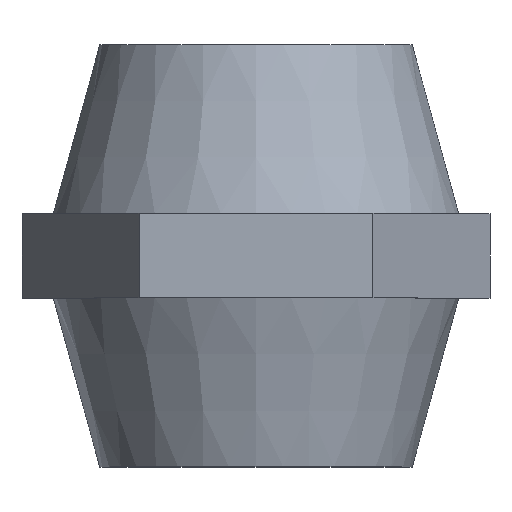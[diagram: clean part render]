
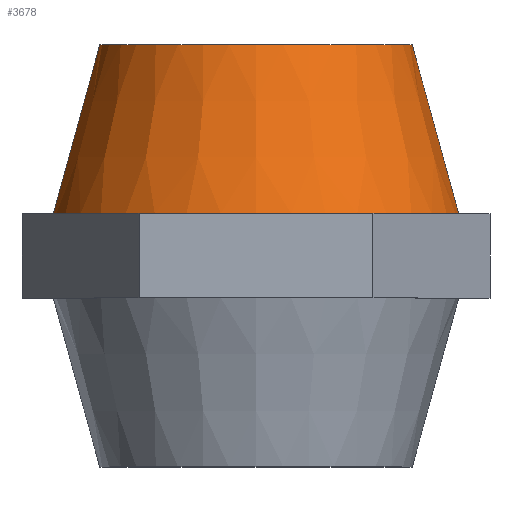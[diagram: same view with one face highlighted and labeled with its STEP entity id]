
A CAD part, top view. The second image highlights one B-rep face of the part: STEP entity #3678.
In plain terms, the highlighted conical face has half-angle 15.376 degrees and reference radius 18.5 mm.
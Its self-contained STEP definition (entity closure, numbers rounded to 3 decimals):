
#124 = CIRCLE ( 'NONE', #204, 18.5 ) ;
#204 = AXIS2_PLACEMENT_3D ( 'NONE', #2307, #806, #2951 ) ;
#209 = VERTEX_POINT ( 'NONE', #3337 ) ;
#417 = CONICAL_SURFACE ( 'NONE', #1790, 18.5, 0.268 ) ;
#433 = EDGE_LOOP ( 'NONE', ( #952, #2436, #2539, #3303, #1342, #2309, #524 ) ) ;
#439 = VERTEX_POINT ( 'NONE', #3419 ) ;
#443 = EDGE_CURVE ( 'NONE', #439, #2823, #1965, .T. ) ;
#524 = ORIENTED_EDGE ( 'NONE', *, *, #443, .F. ) ;
#636 = VERTEX_POINT ( 'NONE', #2017 ) ;
#683 = VECTOR ( 'NONE', #3439, 1000. ) ;
#703 = DIRECTION ( 'NONE',  ( -1., 0., 0. ) ) ;
#717 = CARTESIAN_POINT ( 'NONE',  ( 0., 5., 0. ) ) ;
#806 = DIRECTION ( 'NONE',  ( 0., 1., 0. ) ) ;
#811 = CARTESIAN_POINT ( 'NONE',  ( -24., 5., 0. ) ) ;
#952 = ORIENTED_EDGE ( 'NONE', *, *, #1359, .F. ) ;
#1059 = CIRCLE ( 'NONE', #2182, 24. ) ;
#1307 = DIRECTION ( 'NONE',  ( 1., 0., 0. ) ) ;
#1342 = ORIENTED_EDGE ( 'NONE', *, *, #1869, .T. ) ;
#1359 = EDGE_CURVE ( 'NONE', #3127, #439, #124, .T. ) ;
#1366 = CARTESIAN_POINT ( 'NONE',  ( 0., 5., 0. ) ) ;
#1408 = DIRECTION ( 'NONE',  ( 0., 1., 0. ) ) ;
#1422 = CARTESIAN_POINT ( 'NONE',  ( 0., 5., 0. ) ) ;
#1569 = CARTESIAN_POINT ( 'NONE',  ( 0., 25., 0. ) ) ;
#1784 = VERTEX_POINT ( 'NONE', #2230 ) ;
#1790 = AXIS2_PLACEMENT_3D ( 'NONE', #1569, #2197, #1307 ) ;
#1842 = EDGE_CURVE ( 'NONE', #209, #2823, #3214, .T. ) ;
#1869 = EDGE_CURVE ( 'NONE', #636, #209, #1059, .T. ) ;
#1941 = DIRECTION ( 'NONE',  ( 0., 1., 0. ) ) ;
#1965 = LINE ( 'NONE', #3097, #2786 ) ;
#2017 = CARTESIAN_POINT ( 'NONE',  ( 0., 5., 24. ) ) ;
#2042 = AXIS2_PLACEMENT_3D ( 'NONE', #717, #1941, #703 ) ;
#2182 = AXIS2_PLACEMENT_3D ( 'NONE', #1366, #3529, #2611 ) ;
#2197 = DIRECTION ( 'NONE',  ( 0., -1., 0. ) ) ;
#2230 = CARTESIAN_POINT ( 'NONE',  ( -20.785, 5., 12. ) ) ;
#2307 = CARTESIAN_POINT ( 'NONE',  ( 0., 25., 0. ) ) ;
#2309 = ORIENTED_EDGE ( 'NONE', *, *, #1842, .T. ) ;
#2310 = LINE ( 'NONE', #2815, #683 ) ;
#2417 = EDGE_CURVE ( 'NONE', #3127, #3842, #2310, .T. ) ;
#2434 = AXIS2_PLACEMENT_3D ( 'NONE', #2624, #3839, #2600 ) ;
#2436 = ORIENTED_EDGE ( 'NONE', *, *, #2417, .T. ) ;
#2539 = ORIENTED_EDGE ( 'NONE', *, *, #3189, .T. ) ;
#2600 = DIRECTION ( 'NONE',  ( -1., 0., 0. ) ) ;
#2611 = DIRECTION ( 'NONE',  ( -1., 0., 0. ) ) ;
#2624 = CARTESIAN_POINT ( 'NONE',  ( 0., 5., 0. ) ) ;
#2637 = AXIS2_PLACEMENT_3D ( 'NONE', #1422, #1408, #3291 ) ;
#2786 = VECTOR ( 'NONE', #2908, 1000. ) ;
#2815 = CARTESIAN_POINT ( 'NONE',  ( -18.5, 25., 0. ) ) ;
#2823 = VERTEX_POINT ( 'NONE', #2947 ) ;
#2908 = DIRECTION ( 'NONE',  ( 0.265, -0.964, 0. ) ) ;
#2947 = CARTESIAN_POINT ( 'NONE',  ( 24., 5., 0. ) ) ;
#2951 = DIRECTION ( 'NONE',  ( -1., 0., 0. ) ) ;
#3095 = CARTESIAN_POINT ( 'NONE',  ( -18.5, 25., 0. ) ) ;
#3097 = CARTESIAN_POINT ( 'NONE',  ( 18.5, 25., 0. ) ) ;
#3127 = VERTEX_POINT ( 'NONE', #3095 ) ;
#3181 = CIRCLE ( 'NONE', #2042, 24. ) ;
#3189 = EDGE_CURVE ( 'NONE', #3842, #1784, #3181, .T. ) ;
#3214 = CIRCLE ( 'NONE', #2434, 24. ) ;
#3291 = DIRECTION ( 'NONE',  ( -1., 0., 0. ) ) ;
#3303 = ORIENTED_EDGE ( 'NONE', *, *, #3810, .T. ) ;
#3337 = CARTESIAN_POINT ( 'NONE',  ( 20.785, 5., 12. ) ) ;
#3381 = CIRCLE ( 'NONE', #2637, 24. ) ;
#3419 = CARTESIAN_POINT ( 'NONE',  ( 18.5, 25., 0. ) ) ;
#3439 = DIRECTION ( 'NONE',  ( -0.265, -0.964, 0. ) ) ;
#3529 = DIRECTION ( 'NONE',  ( 0., 1., 0. ) ) ;
#3628 = FACE_OUTER_BOUND ( 'NONE', #433, .T. ) ;
#3678 = ADVANCED_FACE ( 'NONE', ( #3628 ), #417, .T. ) ;
#3810 = EDGE_CURVE ( 'NONE', #1784, #636, #3381, .T. ) ;
#3839 = DIRECTION ( 'NONE',  ( 0., 1., 0. ) ) ;
#3842 = VERTEX_POINT ( 'NONE', #811 ) ;
